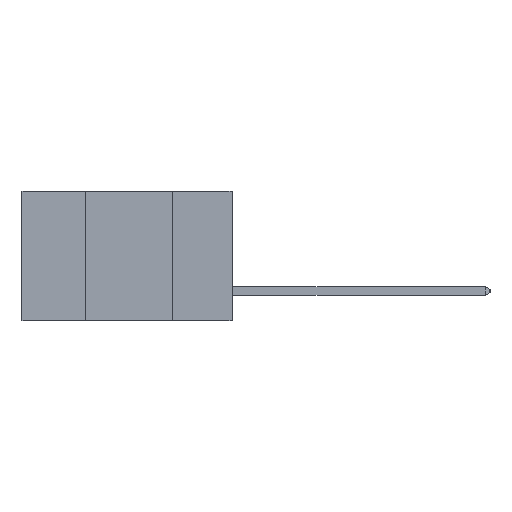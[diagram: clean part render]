
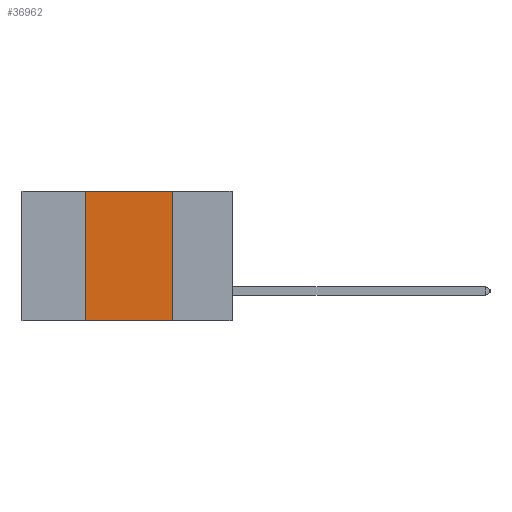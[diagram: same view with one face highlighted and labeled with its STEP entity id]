
A CAD part, left-side view. The second image highlights one B-rep face of the part: STEP entity #36962.
In plain terms, the highlighted planar face has unit normal (-1, 0, 0).
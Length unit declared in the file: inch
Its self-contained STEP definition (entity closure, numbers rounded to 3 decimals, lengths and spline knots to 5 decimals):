
#709 = VERTEX_POINT ( 'NONE', #31871 ) ;
#1848 = EDGE_CURVE ( 'NONE', #35867, #39483, #38506, .T. ) ;
#2413 = EDGE_CURVE ( 'NONE', #3948, #39483, #2768, .T. ) ;
#2768 = LINE ( 'NONE', #14524, #21626 ) ;
#3378 = CARTESIAN_POINT ( 'NONE',  ( 0., 0.6, 0. ) ) ;
#3948 = VERTEX_POINT ( 'NONE', #42534 ) ;
#4343 = VECTOR ( 'NONE', #39792, 39.37008 ) ;
#7543 = ORIENTED_EDGE ( 'NONE', *, *, #1848, .T. ) ;
#7756 = DIRECTION ( 'NONE',  ( 0., -1., 0. ) ) ;
#7775 = DIRECTION ( 'NONE',  ( 0., 0., 1. ) ) ;
#8974 = EDGE_CURVE ( 'NONE', #35867, #709, #15522, .T. ) ;
#10432 = DIRECTION ( 'NONE',  ( 1., 0., 0. ) ) ;
#14524 = CARTESIAN_POINT ( 'NONE',  ( 0., 0.17, 0. ) ) ;
#15522 = LINE ( 'NONE', #37973, #42818 ) ;
#16544 = EDGE_LOOP ( 'NONE', ( #32718, #21381, #31602, #7543 ) ) ;
#20217 = CARTESIAN_POINT ( 'NONE',  ( 0., 0.17, -0.37 ) ) ;
#21381 = ORIENTED_EDGE ( 'NONE', *, *, #34108, .F. ) ;
#21626 = VECTOR ( 'NONE', #35098, 39.37008 ) ;
#21662 = LINE ( 'NONE', #3378, #4343 ) ;
#27137 = CARTESIAN_POINT ( 'NONE',  ( 0., 0.42, -0.37 ) ) ;
#27851 = CARTESIAN_POINT ( 'NONE',  ( 0., 0.6, -0.37 ) ) ;
#30854 = DIRECTION ( 'NONE',  ( 0., 0., -1. ) ) ;
#31602 = ORIENTED_EDGE ( 'NONE', *, *, #8974, .F. ) ;
#31871 = CARTESIAN_POINT ( 'NONE',  ( 0., 0.42, 0. ) ) ;
#32718 = ORIENTED_EDGE ( 'NONE', *, *, #2413, .F. ) ;
#34047 = PLANE ( 'NONE',  #40785 ) ;
#34108 = EDGE_CURVE ( 'NONE', #709, #3948, #21662, .T. ) ;
#35098 = DIRECTION ( 'NONE',  ( 0., 0., -1. ) ) ;
#35867 = VERTEX_POINT ( 'NONE', #27137 ) ;
#36962 = ADVANCED_FACE ( 'NONE', ( #42387 ), #34047, .F. ) ;
#37973 = CARTESIAN_POINT ( 'NONE',  ( 0., 0.42, 0. ) ) ;
#38506 = LINE ( 'NONE', #27851, #40100 ) ;
#39483 = VERTEX_POINT ( 'NONE', #20217 ) ;
#39792 = DIRECTION ( 'NONE',  ( 0., -1., 0. ) ) ;
#40100 = VECTOR ( 'NONE', #7756, 39.37008 ) ;
#40361 = CARTESIAN_POINT ( 'NONE',  ( 0., 0.6, 0. ) ) ;
#40785 = AXIS2_PLACEMENT_3D ( 'NONE', #40361, #10432, #30854 ) ;
#42387 = FACE_OUTER_BOUND ( 'NONE', #16544, .T. ) ;
#42534 = CARTESIAN_POINT ( 'NONE',  ( 0., 0.17, 0. ) ) ;
#42818 = VECTOR ( 'NONE', #7775, 39.37008 ) ;
